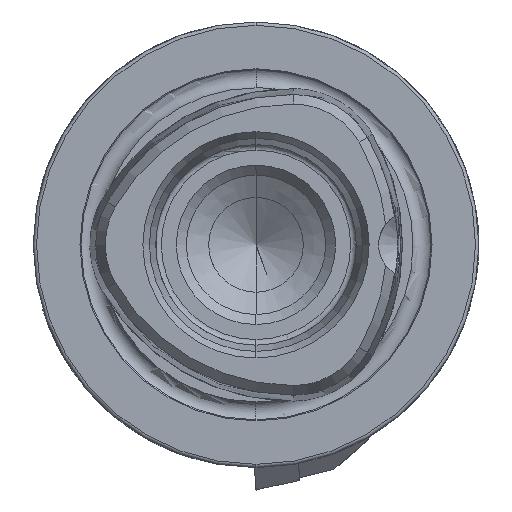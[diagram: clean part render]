
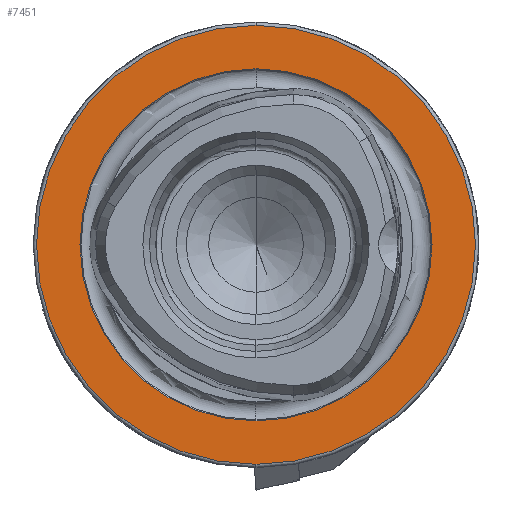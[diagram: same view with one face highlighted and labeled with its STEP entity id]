
A CAD part, left-side view. The second image highlights one B-rep face of the part: STEP entity #7451.
In plain terms, the highlighted planar face has unit normal (-1, 0, 0).
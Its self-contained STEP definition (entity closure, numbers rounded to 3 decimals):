
#1258 = CARTESIAN_POINT ( 'NONE',  ( 0., 0., 19.7 ) ) ;
#1268 = CARTESIAN_POINT ( 'NONE',  ( 0., 0., 15.8 ) ) ;
#1310 = CARTESIAN_POINT ( 'NONE',  ( 0., 0., -19.7 ) ) ;
#1534 = CARTESIAN_POINT ( 'NONE',  ( 0., 0., 0. ) ) ;
#1535 = DIRECTION ( 'NONE',  ( -1., 0., 0. ) ) ;
#1536 = DIRECTION ( 'NONE',  ( 0., 0., 1. ) ) ;
#2003 = CARTESIAN_POINT ( 'NONE',  ( 0., 15.8, 0. ) ) ;
#2009 = PLANE ( 'NONE',  #3023 ) ;
#2014 = DIRECTION ( 'NONE',  ( 1., 0., 0. ) ) ;
#2015 = DIRECTION ( 'NONE',  ( 0., 0., -1. ) ) ;
#2407 = EDGE_CURVE ( 'NONE', #2767, #2859, #9578, .T. ) ;
#2767 = VERTEX_POINT ( 'NONE', #1310 ) ;
#2857 = VERTEX_POINT ( 'NONE', #1268 ) ;
#2859 = VERTEX_POINT ( 'NONE', #1258 ) ;
#3023 = AXIS2_PLACEMENT_3D ( 'NONE', #2003, #2014, #2015 ) ;
#3091 = AXIS2_PLACEMENT_3D ( 'NONE', #9134, #9135, #9136 ) ;
#3576 = ORIENTED_EDGE ( 'NONE', *, *, #7299, .T. ) ;
#3585 = ORIENTED_EDGE ( 'NONE', *, *, #2407, .T. ) ;
#3624 = ORIENTED_EDGE ( 'NONE', *, *, #7269, .F. ) ;
#4060 = CARTESIAN_POINT ( 'NONE',  ( 0., 0., 0. ) ) ;
#4061 = DIRECTION ( 'NONE',  ( -1., 0., 0. ) ) ;
#4062 = DIRECTION ( 'NONE',  ( 0., 0., 1. ) ) ;
#4615 = CIRCLE ( 'NONE', #8548, 15.8 ) ;
#4648 = CIRCLE ( 'NONE', #8558, 19.7 ) ;
#4932 = FACE_BOUND ( 'NONE', #6140, .T. ) ;
#4941 = FACE_OUTER_BOUND ( 'NONE', #6021, .T. ) ;
#6021 = EDGE_LOOP ( 'NONE', ( #3576, #3585 ) ) ;
#6140 = EDGE_LOOP ( 'NONE', ( #7172, #3624 ) ) ;
#6763 = CIRCLE ( 'NONE', #3091, 15.8 ) ;
#7172 = ORIENTED_EDGE ( 'NONE', *, *, #8162, .F. ) ;
#7269 = EDGE_CURVE ( 'NONE', #8744, #2857, #4615, .T. ) ;
#7299 = EDGE_CURVE ( 'NONE', #2859, #2767, #4648, .T. ) ;
#7451 = ADVANCED_FACE ( 'NONE', ( #4932, #4941 ), #2009, .F. ) ;
#7748 = CARTESIAN_POINT ( 'NONE',  ( 0., 0., 0. ) ) ;
#7751 = DIRECTION ( 'NONE',  ( 0., 0., 1. ) ) ;
#7768 = DIRECTION ( 'NONE',  ( -1., 0., 0. ) ) ;
#8162 = EDGE_CURVE ( 'NONE', #2857, #8744, #6763, .T. ) ;
#8393 = AXIS2_PLACEMENT_3D ( 'NONE', #7748, #7768, #7751 ) ;
#8548 = AXIS2_PLACEMENT_3D ( 'NONE', #4060, #4061, #4062 ) ;
#8558 = AXIS2_PLACEMENT_3D ( 'NONE', #1534, #1535, #1536 ) ;
#8744 = VERTEX_POINT ( 'NONE', #9326 ) ;
#9134 = CARTESIAN_POINT ( 'NONE',  ( 0., 0., 0. ) ) ;
#9135 = DIRECTION ( 'NONE',  ( -1., 0., 0. ) ) ;
#9136 = DIRECTION ( 'NONE',  ( 0., 0., 1. ) ) ;
#9326 = CARTESIAN_POINT ( 'NONE',  ( 0., 0., -15.8 ) ) ;
#9578 = CIRCLE ( 'NONE', #8393, 19.7 ) ;
